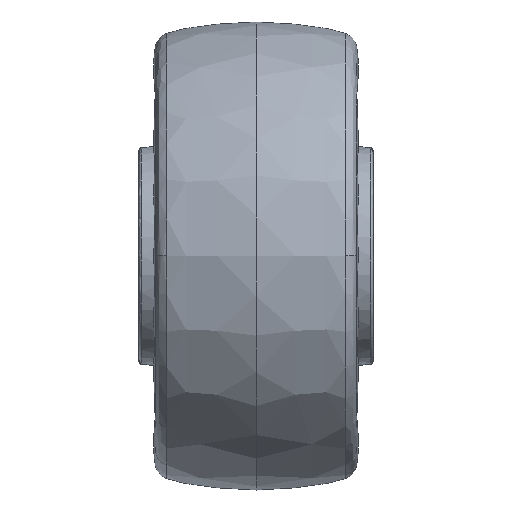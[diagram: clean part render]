
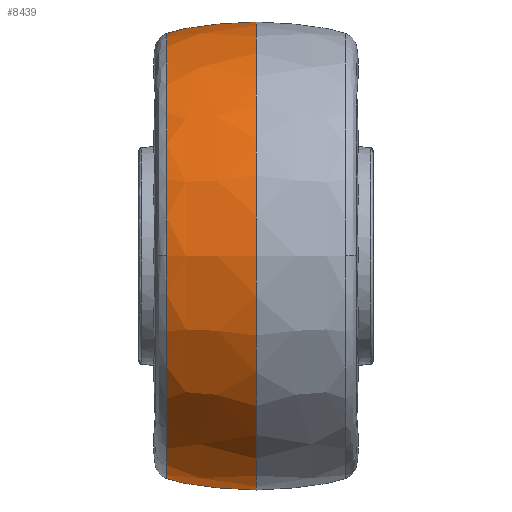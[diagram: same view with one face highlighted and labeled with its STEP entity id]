
A CAD part, top view. The second image highlights one B-rep face of the part: STEP entity #8439.
In plain terms, the highlighted free-form (B-spline) face has degree [3, 3] with [4, 4] control points.
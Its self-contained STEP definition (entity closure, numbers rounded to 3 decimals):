
#1 = DIRECTION ( 'NONE',  ( 0., 1., 0. ) ) ;
#272 = VERTEX_POINT ( 'NONE', #7928 ) ;
#436 = DIRECTION ( 'NONE',  ( -1., 0., 0. ) ) ;
#560 = CARTESIAN_POINT ( 'NONE',  ( -2.024, 19.979, 78.16 ) ) ;
#1255 = DIRECTION ( 'NONE',  ( 1., 0., 0. ) ) ;
#1527 = CIRCLE ( 'NONE', #11735, 38.057 ) ;
#1631 = VERTEX_POINT ( 'NONE', #10888 ) ;
#1831 = CARTESIAN_POINT ( 'NONE',  ( 3.427, -58.955, 0. ) ) ;
#1877 = DIRECTION ( 'NONE',  ( 0., 1., 0. ) ) ;
#2747 =( BOUNDED_CURVE ( )  B_SPLINE_CURVE ( 3, ( #6344, #15234, #13869, #13574 ),
 .UNSPECIFIED., .F., .T. ) 
 B_SPLINE_CURVE_WITH_KNOTS ( ( 4, 4 ),
 ( 0., 1. ),
 .UNSPECIFIED. ) 
 CURVE ( )  GEOMETRIC_REPRESENTATION_ITEM ( )  RATIONAL_B_SPLINE_CURVE ( ( 0.984, 0.808, 0.719, 0.72 ) ) 
 REPRESENTATION_ITEM ( '' )  );
#3290 = CARTESIAN_POINT ( 'NONE',  ( 10.402, -59.101, 0. ) ) ;
#3658 = CARTESIAN_POINT ( 'NONE',  ( 10.402, 20.899, 0. ) ) ;
#3754 = CIRCLE ( 'NONE', #9026, 38.057 ) ;
#3778 = VERTEX_POINT ( 'NONE', #9517 ) ;
#3839 =( BOUNDED_SURFACE ( )  B_SPLINE_SURFACE ( 3, 3, ( 
 ( #8019, #5112, #18507, #10841 ),
 ( #16745, #560, #11044, #16946 ),
 ( #9389, #11125, #12359, #17055 ),
 ( #3658, #9582, #8224, #6748 ) ),
 .UNSPECIFIED., .F., .F., .F. ) 
 B_SPLINE_SURFACE_WITH_KNOTS ( ( 4, 4 ),
 ( 4, 4 ),
 ( 0., 1. ),
 ( 0., 1. ),
 .UNSPECIFIED. ) 
 GEOMETRIC_REPRESENTATION_ITEM ( )  RATIONAL_B_SPLINE_SURFACE ( (
 ( 0.984, 0.328, 0.328, 0.984),
 ( 0.808, 0.269, 0.269, 0.808),
 ( 0.719, 0.24, 0.24, 0.719),
 ( 0.72, 0.24, 0.24, 0.72) ) ) 
 REPRESENTATION_ITEM ( '' )  SURFACE ( )  );
#4375 = ORIENTED_EDGE ( 'NONE', *, *, #14945, .T. ) ;
#5112 = CARTESIAN_POINT ( 'NONE',  ( -4.89, 18.956, 76.114 ) ) ;
#5740 = DIRECTION ( 'NONE',  ( 0., 1., 0. ) ) ;
#5941 = DIRECTION ( 'NONE',  ( -1., 0., 0. ) ) ;
#6344 = CARTESIAN_POINT ( 'NONE',  ( -4.89, 18.956, 0. ) ) ;
#6394 = ORIENTED_EDGE ( 'NONE', *, *, #9473, .F. ) ;
#6706 = EDGE_LOOP ( 'NONE', ( #6394, #4375, #8305, #12453, #10940 ) ) ;
#6748 = CARTESIAN_POINT ( 'NONE',  ( 10.402, -59.101, 0. ) ) ;
#7155 = CARTESIAN_POINT ( 'NONE',  ( 10.402, -19.101, 0. ) ) ;
#7698 = CARTESIAN_POINT ( 'NONE',  ( -4.89, -19.101, 0. ) ) ;
#7928 = CARTESIAN_POINT ( 'NONE',  ( 10.402, -59.101, 0. ) ) ;
#8019 = CARTESIAN_POINT ( 'NONE',  ( -4.89, 18.956, 0. ) ) ;
#8224 = CARTESIAN_POINT ( 'NONE',  ( 10.402, -59.101, 80. ) ) ;
#8305 = ORIENTED_EDGE ( 'NONE', *, *, #10693, .F. ) ;
#8439 = ADVANCED_FACE ( 'NONE', ( #15557 ), #3839, .F. ) ;
#9026 = AXIS2_PLACEMENT_3D ( 'NONE', #7698, #436, #1877 ) ;
#9389 = CARTESIAN_POINT ( 'NONE',  ( 3.427, 20.753, 0. ) ) ;
#9406 = VERTEX_POINT ( 'NONE', #18393 ) ;
#9473 = EDGE_CURVE ( 'NONE', #1631, #9406, #1527, .T. ) ;
#9517 = CARTESIAN_POINT ( 'NONE',  ( -4.89, 18.956, 0. ) ) ;
#9582 = CARTESIAN_POINT ( 'NONE',  ( 10.402, 20.899, 80. ) ) ;
#10571 = CARTESIAN_POINT ( 'NONE',  ( -2.024, -58.181, 0. ) ) ;
#10693 = EDGE_CURVE ( 'NONE', #18449, #272, #15528, .T. ) ;
#10841 = CARTESIAN_POINT ( 'NONE',  ( -4.89, -57.158, 0. ) ) ;
#10888 = CARTESIAN_POINT ( 'NONE',  ( -4.89, -57.158, 0. ) ) ;
#10940 = ORIENTED_EDGE ( 'NONE', *, *, #13820, .F. ) ;
#11044 = CARTESIAN_POINT ( 'NONE',  ( -2.024, -58.181, 78.16 ) ) ;
#11125 = CARTESIAN_POINT ( 'NONE',  ( 3.427, 20.753, 79.707 ) ) ;
#11442 = CARTESIAN_POINT ( 'NONE',  ( 10.402, 20.899, 0. ) ) ;
#11504 =( BOUNDED_CURVE ( )  B_SPLINE_CURVE ( 3, ( #11991, #10571, #1831, #3290 ),
 .UNSPECIFIED., .F., .F. ) 
 B_SPLINE_CURVE_WITH_KNOTS ( ( 4, 4 ),
 ( 0., 1. ),
 .UNSPECIFIED. ) 
 CURVE ( )  GEOMETRIC_REPRESENTATION_ITEM ( )  RATIONAL_B_SPLINE_CURVE ( ( 0.984, 0.808, 0.719, 0.72 ) ) 
 REPRESENTATION_ITEM ( '' )  );
#11735 = AXIS2_PLACEMENT_3D ( 'NONE', #17416, #5941, #5740 ) ;
#11991 = CARTESIAN_POINT ( 'NONE',  ( -4.89, -57.158, 0. ) ) ;
#12359 = CARTESIAN_POINT ( 'NONE',  ( 3.427, -58.955, 79.707 ) ) ;
#12453 = ORIENTED_EDGE ( 'NONE', *, *, #17612, .F. ) ;
#13574 = CARTESIAN_POINT ( 'NONE',  ( 10.402, 20.899, 0. ) ) ;
#13645 = AXIS2_PLACEMENT_3D ( 'NONE', #7155, #1255, #1 ) ;
#13820 = EDGE_CURVE ( 'NONE', #9406, #3778, #3754, .T. ) ;
#13869 = CARTESIAN_POINT ( 'NONE',  ( 3.427, 20.753, 0. ) ) ;
#14945 = EDGE_CURVE ( 'NONE', #1631, #272, #11504, .T. ) ;
#15234 = CARTESIAN_POINT ( 'NONE',  ( -2.024, 19.979, 0. ) ) ;
#15528 = CIRCLE ( 'NONE', #13645, 40. ) ;
#15557 = FACE_OUTER_BOUND ( 'NONE', #6706, .T. ) ;
#16745 = CARTESIAN_POINT ( 'NONE',  ( -2.024, 19.979, 0. ) ) ;
#16946 = CARTESIAN_POINT ( 'NONE',  ( -2.024, -58.181, 0. ) ) ;
#17055 = CARTESIAN_POINT ( 'NONE',  ( 3.427, -58.955, 0. ) ) ;
#17416 = CARTESIAN_POINT ( 'NONE',  ( -4.89, -19.101, 0. ) ) ;
#17612 = EDGE_CURVE ( 'NONE', #3778, #18449, #2747, .T. ) ;
#18393 = CARTESIAN_POINT ( 'NONE',  ( -4.89, -19.101, 38.057 ) ) ;
#18449 = VERTEX_POINT ( 'NONE', #11442 ) ;
#18507 = CARTESIAN_POINT ( 'NONE',  ( -4.89, -57.158, 76.114 ) ) ;
